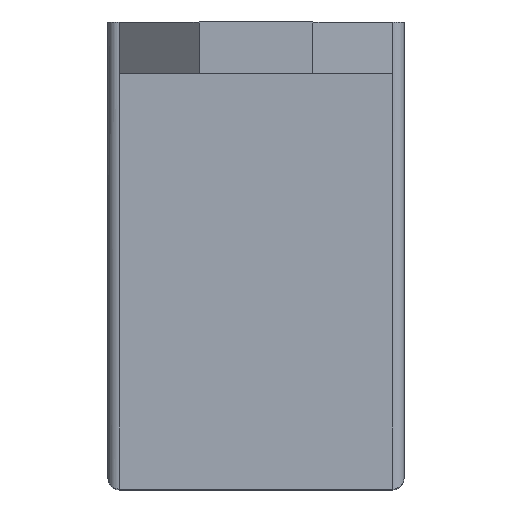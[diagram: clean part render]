
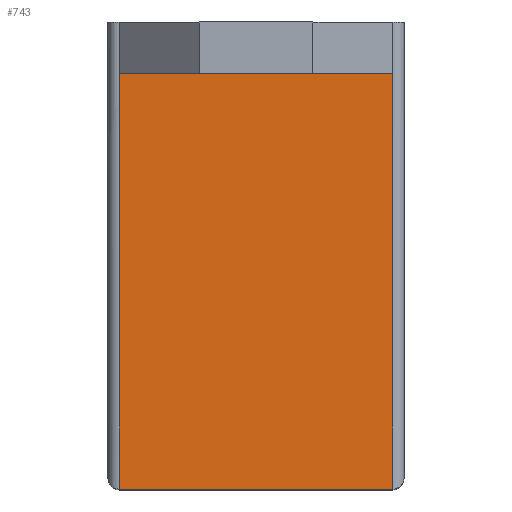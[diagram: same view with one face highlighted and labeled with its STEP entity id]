
A CAD part, top view. The second image highlights one B-rep face of the part: STEP entity #743.
In plain terms, the highlighted planar face has unit normal (0, 0, 1).
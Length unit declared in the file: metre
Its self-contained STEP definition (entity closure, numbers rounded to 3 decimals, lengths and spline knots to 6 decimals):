
#216=ORIENTED_EDGE('',*,*,#351,.T.);
#217=ORIENTED_EDGE('',*,*,#332,.F.);
#218=ORIENTED_EDGE('',*,*,#316,.F.);
#219=ORIENTED_EDGE('',*,*,#328,.F.);
#316=EDGE_CURVE('',#411,#409,#466,.T.);
#328=EDGE_CURVE('',#415,#411,#471,.T.);
#332=EDGE_CURVE('',#409,#417,#474,.T.);
#351=EDGE_CURVE('',#415,#417,#488,.T.);
#409=VERTEX_POINT('',#1155);
#411=VERTEX_POINT('',#1159);
#415=VERTEX_POINT('',#1181);
#417=VERTEX_POINT('',#1191);
#466=LINE('',#1160,#535);
#471=LINE('',#1182,#540);
#474=LINE('',#1190,#543);
#488=LINE('',#1230,#557);
#535=VECTOR('',#918,1.);
#540=VECTOR('',#949,1.);
#543=VECTOR('',#960,1.);
#557=VECTOR('',#1014,1.);
#608=EDGE_LOOP('',(#216,#217,#218,#219));
#669=FACE_BOUND('',#608,.T.);
#704=PLANE('',#825);
#743=ADVANCED_FACE('',(#669),#704,.T.);
#825=AXIS2_PLACEMENT_3D('',#1229,#1012,#1013);
#918=DIRECTION('',(-1.,0.,0.));
#949=DIRECTION('',(0.,-1.,0.));
#960=DIRECTION('',(0.,1.,0.));
#1012=DIRECTION('',(0.,0.,1.));
#1013=DIRECTION('',(1.,0.,0.));
#1014=DIRECTION('',(-1.,0.,0.));
#1155=CARTESIAN_POINT('',(-0.014063,0.,0.028212));
#1159=CARTESIAN_POINT('',(0.009937,0.,0.028212));
#1160=CARTESIAN_POINT('',(-0.015063,0.,0.028212));
#1181=CARTESIAN_POINT('',(0.009937,0.0365,0.028212));
#1182=CARTESIAN_POINT('',(0.009937,0.003,0.028212));
#1190=CARTESIAN_POINT('',(-0.014063,0.003,0.028212));
#1191=CARTESIAN_POINT('',(-0.014063,0.0365,0.028212));
#1229=CARTESIAN_POINT('',(-0.015063,0.003,0.028212));
#1230=CARTESIAN_POINT('',(-0.01286,0.0365,0.028212));
